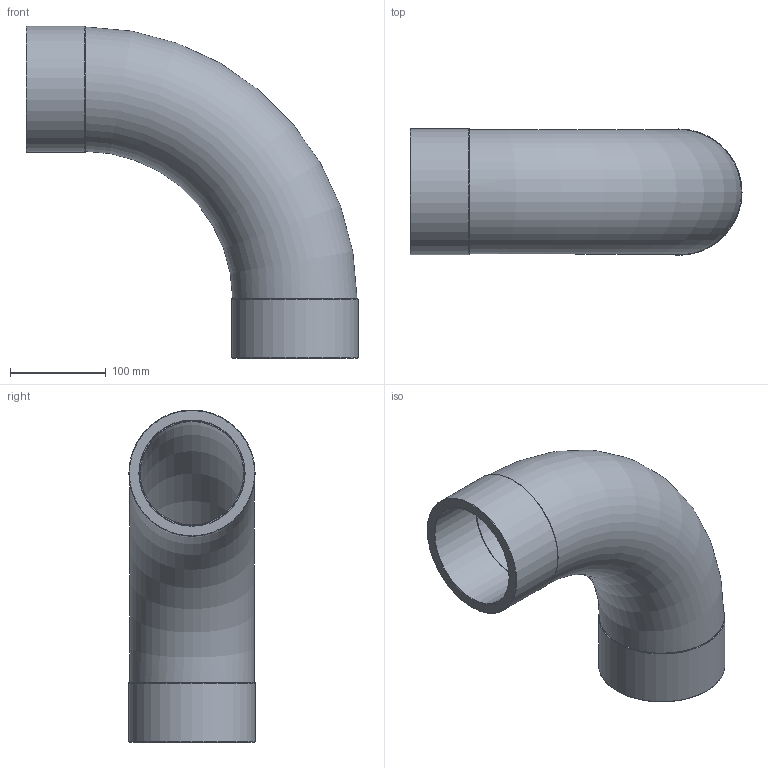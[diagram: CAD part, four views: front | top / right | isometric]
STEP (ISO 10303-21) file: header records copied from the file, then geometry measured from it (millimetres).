
FILE_DESCRIPTION(/* description */ (''),/* implementation_level */ '2;1');
FILE_NAME(/* name */ 'BE301100.stp',/* time_stamp */ '2016-10-17T14:46:24+02:00',/* author */ ('Gabriele'),/* organization */ (''),/* preprocessor_version */ 'ST-DEVELOPER v16.5',/* originating_system */ 'Autodesk Inventor 2017',/* authorisation */ '');
FILE_SCHEMA (('AUTOMOTIVE_DESIGN { 1 0 10303 214 3 1 1 }'));
Length unit declared in the file: millimetre
Products named in the file (1): BE301100
Bounding box: 347 x 132 x 347 mm (x, y, z)
Volume: 1935025.8 mm3; surface area: 360544.5 mm2
Topology: 1 solids, 1 shells, 18 faces, 30 edges, 18 vertices
Faces by surface type: torus 8, plane 6, cylinder 4
Full cylindrical faces by diameter (mm): 110 x2, 132 x2
Entity records: 644 total; most frequent: CARTESIAN_POINT 313, DIRECTION 70, EDGE_LOOP 36, ORIENTED_EDGE 36, AXIS2_PLACEMENT_3D 35, FACE_BOUND 18, FACE_OUTER_BOUND 18, VERTEX_POINT 18
